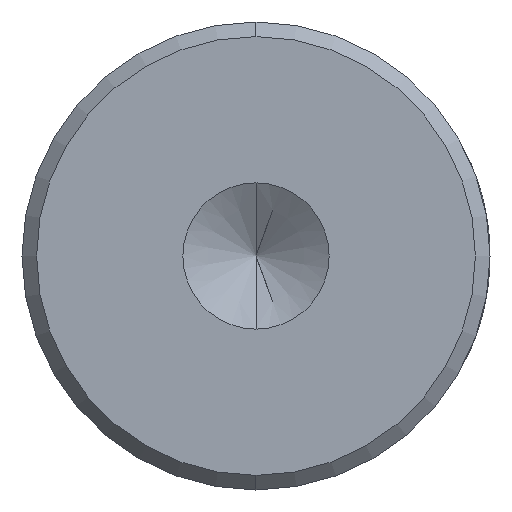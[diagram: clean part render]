
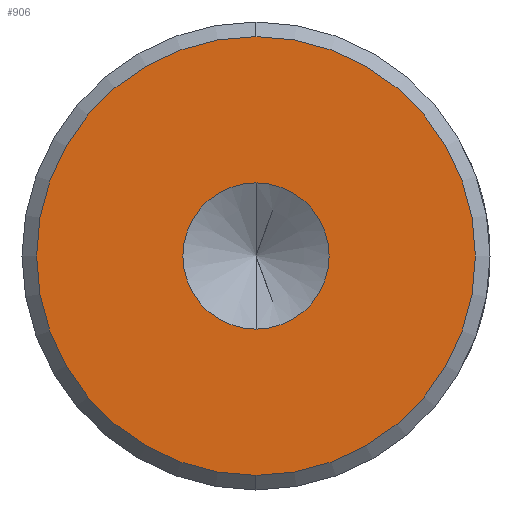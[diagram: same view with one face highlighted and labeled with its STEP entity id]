
A CAD part, left-side view. The second image highlights one B-rep face of the part: STEP entity #906.
In plain terms, the highlighted planar face has unit normal (-1, 0, 0).
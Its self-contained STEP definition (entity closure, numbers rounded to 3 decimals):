
#85 = CARTESIAN_POINT ( 'NONE',  ( 0., 0., -2.5 ) ) ;
#100 = AXIS2_PLACEMENT_3D ( 'NONE', #782, #150, #872 ) ;
#136 = CARTESIAN_POINT ( 'NONE',  ( 0., 0., 0. ) ) ;
#150 = DIRECTION ( 'NONE',  ( -1., 0., 0. ) ) ;
#168 = DIRECTION ( 'NONE',  ( -1., 0., 0. ) ) ;
#183 = EDGE_LOOP ( 'NONE', ( #686, #687 ) ) ;
#198 = AXIS2_PLACEMENT_3D ( 'NONE', #835, #212, #929 ) ;
#212 = DIRECTION ( 'NONE',  ( -1., 0., 0. ) ) ;
#249 = DIRECTION ( 'NONE',  ( 0., 0., 1. ) ) ;
#290 = EDGE_CURVE ( 'NONE', #813, #1075, #963, .T. ) ;
#377 = EDGE_CURVE ( 'NONE', #1075, #813, #901, .T. ) ;
#419 = CARTESIAN_POINT ( 'NONE',  ( 0., 0., 0. ) ) ;
#466 = EDGE_CURVE ( 'NONE', #1198, #1314, #845, .T. ) ;
#493 = CIRCLE ( 'NONE', #198, 2.5 ) ;
#517 = CARTESIAN_POINT ( 'NONE',  ( 0., 0., -7.501 ) ) ;
#626 = AXIS2_PLACEMENT_3D ( 'NONE', #795, #168, #885 ) ;
#636 = DIRECTION ( 'NONE',  ( 0., 0., 1. ) ) ;
#680 = FACE_BOUND ( 'NONE', #1123, .T. ) ;
#686 = ORIENTED_EDGE ( 'NONE', *, *, #290, .T. ) ;
#687 = ORIENTED_EDGE ( 'NONE', *, *, #377, .T. ) ;
#768 = AXIS2_PLACEMENT_3D ( 'NONE', #136, #862, #249 ) ;
#782 = CARTESIAN_POINT ( 'NONE',  ( 0., 0., 0. ) ) ;
#795 = CARTESIAN_POINT ( 'NONE',  ( 0., 0., 0. ) ) ;
#813 = VERTEX_POINT ( 'NONE', #517 ) ;
#822 = ORIENTED_EDGE ( 'NONE', *, *, #466, .F. ) ;
#835 = CARTESIAN_POINT ( 'NONE',  ( 0., 0., 0. ) ) ;
#845 = CIRCLE ( 'NONE', #626, 2.5 ) ;
#862 = DIRECTION ( 'NONE',  ( -1., 0., 0. ) ) ;
#872 = DIRECTION ( 'NONE',  ( 0., 0., 1. ) ) ;
#885 = DIRECTION ( 'NONE',  ( 0., 0., 1. ) ) ;
#901 = CIRCLE ( 'NONE', #100, 7.501 ) ;
#906 = ADVANCED_FACE ( 'NONE', ( #1225, #680 ), #1006, .T. ) ;
#929 = DIRECTION ( 'NONE',  ( 0., 0., 1. ) ) ;
#963 = CIRCLE ( 'NONE', #768, 7.501 ) ;
#982 = ORIENTED_EDGE ( 'NONE', *, *, #1053, .F. ) ;
#1006 = PLANE ( 'NONE',  #1116 ) ;
#1033 = CARTESIAN_POINT ( 'NONE',  ( 0., 0., 7.501 ) ) ;
#1036 = CARTESIAN_POINT ( 'NONE',  ( 0., 0., 2.5 ) ) ;
#1053 = EDGE_CURVE ( 'NONE', #1314, #1198, #493, .T. ) ;
#1075 = VERTEX_POINT ( 'NONE', #1033 ) ;
#1116 = AXIS2_PLACEMENT_3D ( 'NONE', #419, #1208, #636 ) ;
#1123 = EDGE_LOOP ( 'NONE', ( #822, #982 ) ) ;
#1198 = VERTEX_POINT ( 'NONE', #1036 ) ;
#1208 = DIRECTION ( 'NONE',  ( -1., 0., 0. ) ) ;
#1225 = FACE_OUTER_BOUND ( 'NONE', #183, .T. ) ;
#1314 = VERTEX_POINT ( 'NONE', #85 ) ;
